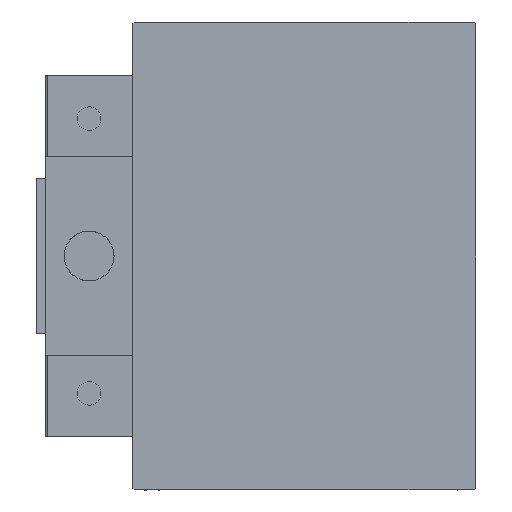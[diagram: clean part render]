
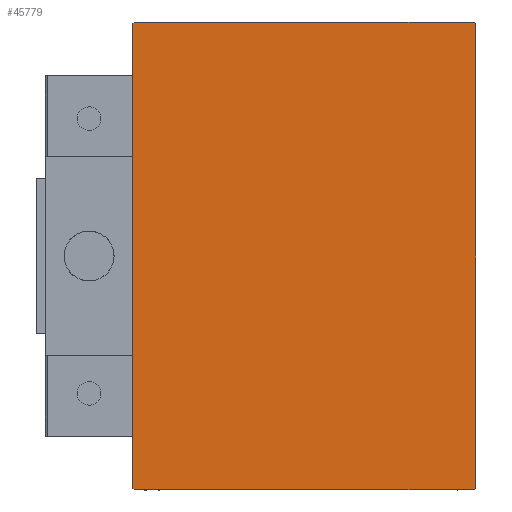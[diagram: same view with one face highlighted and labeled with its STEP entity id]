
A CAD part, left-side view. The second image highlights one B-rep face of the part: STEP entity #45779.
In plain terms, the highlighted face is planar.
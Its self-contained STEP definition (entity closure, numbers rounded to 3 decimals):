
#4930 = DIRECTION ( 'NONE',  ( 0., 0., -1. ) ) ;
#5218 = VECTOR ( 'NONE', #23806, 1000. ) ;
#5689 = DIRECTION ( 'NONE',  ( 0., 0., -1. ) ) ;
#6448 = ORIENTED_EDGE ( 'NONE', *, *, #42094, .T. ) ;
#6562 = CARTESIAN_POINT ( 'NONE',  ( 105., -27.5, -37.2 ) ) ;
#7040 = VERTEX_POINT ( 'NONE', #14944 ) ;
#7331 = CARTESIAN_POINT ( 'NONE',  ( 105., -27.5, -37.5 ) ) ;
#8242 = EDGE_CURVE ( 'NONE', #9171, #10703, #30027, .T. ) ;
#9133 = CARTESIAN_POINT ( 'NONE',  ( 105., 27.5, -37.2 ) ) ;
#9171 = VERTEX_POINT ( 'NONE', #43711 ) ;
#9912 = ORIENTED_EDGE ( 'NONE', *, *, #25443, .T. ) ;
#10279 = VECTOR ( 'NONE', #23999, 1000. ) ;
#10703 = VERTEX_POINT ( 'NONE', #6562 ) ;
#12919 = DIRECTION ( 'NONE',  ( 0., 0., 1. ) ) ;
#13068 = VERTEX_POINT ( 'NONE', #14811 ) ;
#14727 = ORIENTED_EDGE ( 'NONE', *, *, #27959, .T. ) ;
#14811 = CARTESIAN_POINT ( 'NONE',  ( 105., 27.2, -37.5 ) ) ;
#14944 = CARTESIAN_POINT ( 'NONE',  ( 105., -27.2, 37.5 ) ) ;
#15031 = VECTOR ( 'NONE', #30892, 1000. ) ;
#15107 = VECTOR ( 'NONE', #5689, 1000. ) ;
#15310 = LINE ( 'NONE', #31841, #19429 ) ;
#17271 = VECTOR ( 'NONE', #52596, 1000. ) ;
#19429 = VECTOR ( 'NONE', #31044, 1000. ) ;
#19955 = LINE ( 'NONE', #20496, #22877 ) ;
#20496 = CARTESIAN_POINT ( 'NONE',  ( 105., 27.5, -37.5 ) ) ;
#20532 = VERTEX_POINT ( 'NONE', #29417 ) ;
#21134 = CARTESIAN_POINT ( 'NONE',  ( 105., 0., 0. ) ) ;
#22389 = ORIENTED_EDGE ( 'NONE', *, *, #41915, .T. ) ;
#22473 = LINE ( 'NONE', #30090, #15031 ) ;
#22730 = LINE ( 'NONE', #40354, #17271 ) ;
#22877 = VECTOR ( 'NONE', #12919, 1000. ) ;
#23806 = DIRECTION ( 'NONE',  ( 0., 1., 0. ) ) ;
#23999 = DIRECTION ( 'NONE',  ( 0., -1., 0. ) ) ;
#25443 = EDGE_CURVE ( 'NONE', #42131, #7040, #31615, .T. ) ;
#25682 = CARTESIAN_POINT ( 'NONE',  ( 105., -27.5, 37.5 ) ) ;
#25877 = LINE ( 'NONE', #30769, #31057 ) ;
#26180 = ORIENTED_EDGE ( 'NONE', *, *, #8242, .T. ) ;
#26449 = EDGE_CURVE ( 'NONE', #10703, #30647, #25877, .T. ) ;
#27959 = EDGE_CURVE ( 'NONE', #30647, #13068, #51535, .T. ) ;
#27964 = EDGE_CURVE ( 'NONE', #13068, #39738, #22730, .T. ) ;
#29417 = CARTESIAN_POINT ( 'NONE',  ( 105., 27.5, 37.2 ) ) ;
#29924 = ORIENTED_EDGE ( 'NONE', *, *, #26449, .T. ) ;
#30027 = LINE ( 'NONE', #25682, #15107 ) ;
#30090 = CARTESIAN_POINT ( 'NONE',  ( 105., -32.35, 32.35 ) ) ;
#30647 = VERTEX_POINT ( 'NONE', #39819 ) ;
#30769 = CARTESIAN_POINT ( 'NONE',  ( 105., -32.35, -32.35 ) ) ;
#30892 = DIRECTION ( 'NONE',  ( 0., -0.707, -0.707 ) ) ;
#31044 = DIRECTION ( 'NONE',  ( 0., -0.707, 0.707 ) ) ;
#31057 = VECTOR ( 'NONE', #34028, 1000. ) ;
#31615 = LINE ( 'NONE', #43821, #10279 ) ;
#31841 = CARTESIAN_POINT ( 'NONE',  ( 105., 32.35, 32.35 ) ) ;
#32112 = ORIENTED_EDGE ( 'NONE', *, *, #27964, .T. ) ;
#33213 = ORIENTED_EDGE ( 'NONE', *, *, #40433, .T. ) ;
#33609 = DIRECTION ( 'NONE',  ( 1., 0., 0. ) ) ;
#34028 = DIRECTION ( 'NONE',  ( 0., 0.707, -0.707 ) ) ;
#38597 = AXIS2_PLACEMENT_3D ( 'NONE', #21134, #33609, #4930 ) ;
#39712 = CARTESIAN_POINT ( 'NONE',  ( 105., 27.2, 37.5 ) ) ;
#39738 = VERTEX_POINT ( 'NONE', #9133 ) ;
#39819 = CARTESIAN_POINT ( 'NONE',  ( 105., -27.2, -37.5 ) ) ;
#40354 = CARTESIAN_POINT ( 'NONE',  ( 105., 32.35, -32.35 ) ) ;
#40433 = EDGE_CURVE ( 'NONE', #7040, #9171, #22473, .T. ) ;
#40748 = EDGE_LOOP ( 'NONE', ( #14727, #32112, #22389, #6448, #9912, #33213, #26180, #29924 ) ) ;
#41737 = PLANE ( 'NONE',  #38597 ) ;
#41915 = EDGE_CURVE ( 'NONE', #39738, #20532, #19955, .T. ) ;
#42094 = EDGE_CURVE ( 'NONE', #20532, #42131, #15310, .T. ) ;
#42131 = VERTEX_POINT ( 'NONE', #39712 ) ;
#43711 = CARTESIAN_POINT ( 'NONE',  ( 105., -27.5, 37.2 ) ) ;
#43821 = CARTESIAN_POINT ( 'NONE',  ( 105., 27.5, 37.5 ) ) ;
#45779 = ADVANCED_FACE ( 'NONE', ( #46089 ), #41737, .T. ) ;
#46089 = FACE_OUTER_BOUND ( 'NONE', #40748, .T. ) ;
#51535 = LINE ( 'NONE', #7331, #5218 ) ;
#52596 = DIRECTION ( 'NONE',  ( 0., 0.707, 0.707 ) ) ;
